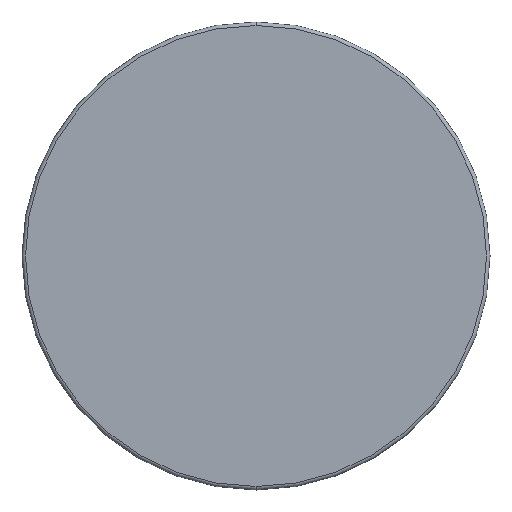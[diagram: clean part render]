
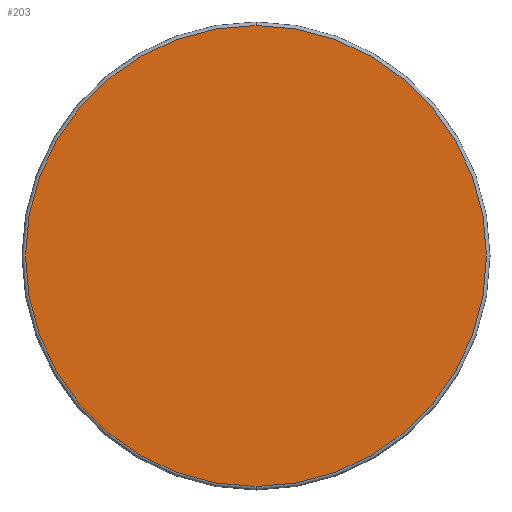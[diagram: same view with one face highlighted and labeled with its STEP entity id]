
A CAD part, front view. The second image highlights one B-rep face of the part: STEP entity #203.
In plain terms, the highlighted planar face has unit normal (0, -1, 0).
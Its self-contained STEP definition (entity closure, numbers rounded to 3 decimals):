
#4 = CARTESIAN_POINT ( 'NONE',  ( 0., 0., 16.25 ) ) ;
#20 = EDGE_CURVE ( 'NONE', #180, #138, #188, .T. ) ;
#26 = CIRCLE ( 'NONE', #119, 16.25 ) ;
#31 = AXIS2_PLACEMENT_3D ( 'NONE', #41, #235, #236 ) ;
#41 = CARTESIAN_POINT ( 'NONE',  ( 0., 0., 0. ) ) ;
#80 = CARTESIAN_POINT ( 'NONE',  ( 0., 0., 0. ) ) ;
#81 = ORIENTED_EDGE ( 'NONE', *, *, #194, .T. ) ;
#96 = ORIENTED_EDGE ( 'NONE', *, *, #20, .T. ) ;
#115 = EDGE_LOOP ( 'NONE', ( #96, #81 ) ) ;
#119 = AXIS2_PLACEMENT_3D ( 'NONE', #218, #132, #220 ) ;
#124 = CARTESIAN_POINT ( 'NONE',  ( 0., 0., -16.25 ) ) ;
#125 = DIRECTION ( 'NONE',  ( 0., -1., 0. ) ) ;
#127 = FACE_OUTER_BOUND ( 'NONE', #115, .T. ) ;
#132 = DIRECTION ( 'NONE',  ( 0., -1., 0. ) ) ;
#138 = VERTEX_POINT ( 'NONE', #124 ) ;
#169 = DIRECTION ( 'NONE',  ( 0., 0., 1. ) ) ;
#171 = PLANE ( 'NONE',  #31 ) ;
#180 = VERTEX_POINT ( 'NONE', #4 ) ;
#188 = CIRCLE ( 'NONE', #221, 16.25 ) ;
#194 = EDGE_CURVE ( 'NONE', #138, #180, #26, .T. ) ;
#203 = ADVANCED_FACE ( 'NONE', ( #127 ), #171, .F. ) ;
#218 = CARTESIAN_POINT ( 'NONE',  ( 0., 0., 0. ) ) ;
#220 = DIRECTION ( 'NONE',  ( 0., 0., 1. ) ) ;
#221 = AXIS2_PLACEMENT_3D ( 'NONE', #80, #125, #169 ) ;
#235 = DIRECTION ( 'NONE',  ( 0., 1., 0. ) ) ;
#236 = DIRECTION ( 'NONE',  ( 0., 0., 1. ) ) ;
